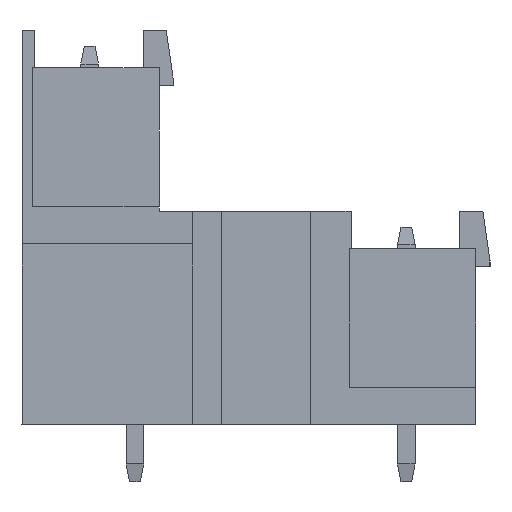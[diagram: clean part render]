
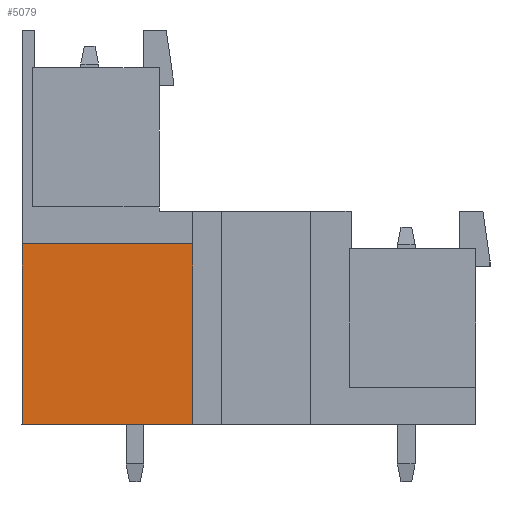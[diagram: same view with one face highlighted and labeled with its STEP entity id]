
A CAD part, left-side view. The second image highlights one B-rep face of the part: STEP entity #5079.
In plain terms, the highlighted planar face has unit normal (-1, 0, 0).
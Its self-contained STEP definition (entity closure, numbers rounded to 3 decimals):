
#5066=AXIS2_PLACEMENT_3D('Plane Axis2P3D',#5063,#5064,#5065) ;
#3259=CARTESIAN_POINT('Vertex',(2.,26.28,3.2)) ;
#3262=CARTESIAN_POINT('Line Origine',(2.,26.28,8.28)) ;
#3266=CARTESIAN_POINT('Vertex',(2.,26.28,13.36)) ;
#3375=CARTESIAN_POINT('Vertex',(2.,16.7,3.2)) ;
#3378=CARTESIAN_POINT('Line Origine',(2.,21.49,3.2)) ;
#5046=CARTESIAN_POINT('Vertex',(2.,16.7,13.36)) ;
#5049=CARTESIAN_POINT('Line Origine',(2.,16.7,8.28)) ;
#5063=CARTESIAN_POINT('Axis2P3D Location',(2.,0.,13.36)) ;
#5068=CARTESIAN_POINT('Line Origine',(2.,21.49,13.36)) ;
#3263=DIRECTION('Vector Direction',(0.,0.,-1.)) ;
#3379=DIRECTION('Vector Direction',(0.,1.,0.)) ;
#5050=DIRECTION('Vector Direction',(0.,0.,1.)) ;
#5064=DIRECTION('Axis2P3D Direction',(1.,-0.,0.)) ;
#5065=DIRECTION('Axis2P3D XDirection',(0.,0.,-1.)) ;
#5069=DIRECTION('Vector Direction',(0.,1.,0.)) ;
#3264=VECTOR('Line Direction',#3263,1.) ;
#3380=VECTOR('Line Direction',#3379,1.) ;
#5051=VECTOR('Line Direction',#5050,1.) ;
#5070=VECTOR('Line Direction',#5069,1.) ;
#5074=ORIENTED_EDGE('',*,*,#5053,.T.) ;
#5075=ORIENTED_EDGE('',*,*,#5072,.T.) ;
#5076=ORIENTED_EDGE('',*,*,#3268,.T.) ;
#5077=ORIENTED_EDGE('',*,*,#3382,.F.) ;
#5079=ADVANCED_FACE('Housing',(#5078),#5067,.F.) ;
#3268=EDGE_CURVE('',#3267,#3260,#3265,.T.) ;
#3382=EDGE_CURVE('',#3376,#3260,#3381,.T.) ;
#5053=EDGE_CURVE('',#3376,#5047,#5052,.T.) ;
#5072=EDGE_CURVE('',#5047,#3267,#5071,.T.) ;
#5073=EDGE_LOOP('',(#5074,#5075,#5076,#5077)) ;
#5078=FACE_OUTER_BOUND('',#5073,.T.) ;
#3265=LINE('Line',#3262,#3264) ;
#3381=LINE('Line',#3378,#3380) ;
#5052=LINE('Line',#5049,#5051) ;
#5071=LINE('Line',#5068,#5070) ;
#5067=PLANE('',#5066) ;
#3260=VERTEX_POINT('',#3259) ;
#3267=VERTEX_POINT('',#3266) ;
#3376=VERTEX_POINT('',#3375) ;
#5047=VERTEX_POINT('',#5046) ;
